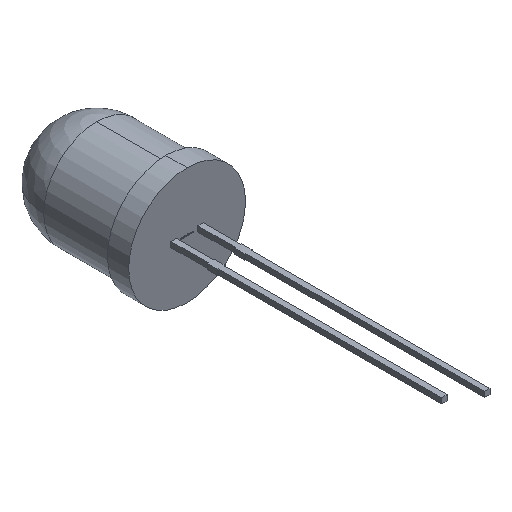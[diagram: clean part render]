
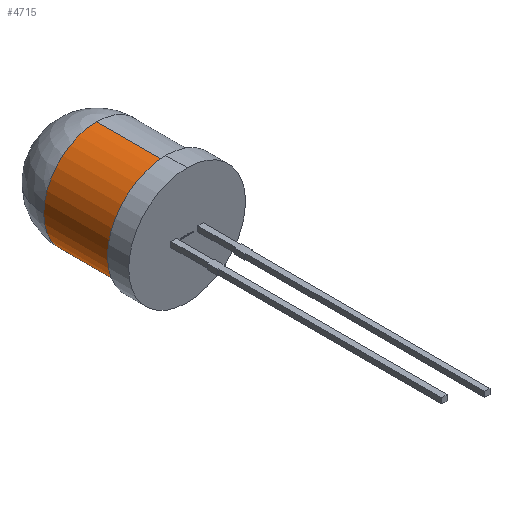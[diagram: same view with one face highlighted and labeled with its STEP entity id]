
A CAD part, isometric view. The second image highlights one B-rep face of the part: STEP entity #4715.
In plain terms, the highlighted cylindrical face has radius 5 mm (diameter 10 mm), a partial arc.
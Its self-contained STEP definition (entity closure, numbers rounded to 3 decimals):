
#63 = CYLINDRICAL_SURFACE ( 'NONE', #80, 5. ) ;
#72 = FACE_OUTER_BOUND ( 'NONE', #10597, .T. ) ;
#80 = AXIS2_PLACEMENT_3D ( 'NONE', #9770, #9771, #9772 ) ;
#93 = AXIS2_PLACEMENT_3D ( 'NONE', #9399, #9586, #9587 ) ;
#759 = CARTESIAN_POINT ( 'NONE',  ( -5., 8.5, 0. ) ) ;
#762 = CARTESIAN_POINT ( 'NONE',  ( 0., 8.5, -5. ) ) ;
#763 = CARTESIAN_POINT ( 'NONE',  ( 0., 2., -5. ) ) ;
#764 = CARTESIAN_POINT ( 'NONE',  ( 0., 8.5, 5. ) ) ;
#773 = CARTESIAN_POINT ( 'NONE',  ( 0., 2., 5. ) ) ;
#3030 = EDGE_CURVE ( 'NONE', #8154, #8157, #4726, .T. ) ;
#3034 = EDGE_CURVE ( 'NONE', #8157, #8158, #9307, .T. ) ;
#3036 = EDGE_CURVE ( 'NONE', #8159, #8168, #9313, .T. ) ;
#3064 = EDGE_CURVE ( 'NONE', #8159, #8154, #4732, .T. ) ;
#3127 = EDGE_CURVE ( 'NONE', #8168, #8158, #4733, .T. ) ;
#4715 = ADVANCED_FACE ( 'NONE', ( #72 ), #63, .T. ) ;
#4726 = CIRCLE ( 'NONE', #6901, 5. ) ;
#4732 = CIRCLE ( 'NONE', #6671, 5. ) ;
#4733 = CIRCLE ( 'NONE', #93, 5. ) ;
#6671 = AXIS2_PLACEMENT_3D ( 'NONE', #9318, #9397, #9398 ) ;
#6866 = VECTOR ( 'NONE', #9315, 1000. ) ;
#6872 = VECTOR ( 'NONE', #9309, 1000. ) ;
#6901 = AXIS2_PLACEMENT_3D ( 'NONE', #9291, #9295, #9296 ) ;
#8154 = VERTEX_POINT ( 'NONE', #759 ) ;
#8157 = VERTEX_POINT ( 'NONE', #762 ) ;
#8158 = VERTEX_POINT ( 'NONE', #763 ) ;
#8159 = VERTEX_POINT ( 'NONE', #764 ) ;
#8168 = VERTEX_POINT ( 'NONE', #773 ) ;
#8704 = ORIENTED_EDGE ( 'NONE', *, *, #3127, .F. ) ;
#8706 = ORIENTED_EDGE ( 'NONE', *, *, #3036, .F. ) ;
#8708 = ORIENTED_EDGE ( 'NONE', *, *, #3034, .T. ) ;
#8715 = ORIENTED_EDGE ( 'NONE', *, *, #3030, .T. ) ;
#8827 = ORIENTED_EDGE ( 'NONE', *, *, #3064, .T. ) ;
#9291 = CARTESIAN_POINT ( 'NONE',  ( 0., 8.5, 0. ) ) ;
#9295 = DIRECTION ( 'NONE',  ( 0., -1., 0. ) ) ;
#9296 = DIRECTION ( 'NONE',  ( 0., 0., -1. ) ) ;
#9307 = LINE ( 'NONE', #9308, #6872 ) ;
#9308 = CARTESIAN_POINT ( 'NONE',  ( 0., 2., -5. ) ) ;
#9309 = DIRECTION ( 'NONE',  ( 0., -1., 0. ) ) ;
#9313 = LINE ( 'NONE', #9314, #6866 ) ;
#9314 = CARTESIAN_POINT ( 'NONE',  ( 0., 2., 5. ) ) ;
#9315 = DIRECTION ( 'NONE',  ( 0., -1., 0. ) ) ;
#9318 = CARTESIAN_POINT ( 'NONE',  ( 0., 8.5, 0. ) ) ;
#9397 = DIRECTION ( 'NONE',  ( 0., -1., 0. ) ) ;
#9398 = DIRECTION ( 'NONE',  ( 0., 0., -1. ) ) ;
#9399 = CARTESIAN_POINT ( 'NONE',  ( 0., 2., 0. ) ) ;
#9586 = DIRECTION ( 'NONE',  ( 0., -1., 0. ) ) ;
#9587 = DIRECTION ( 'NONE',  ( 0., 0., -1. ) ) ;
#9770 = CARTESIAN_POINT ( 'NONE',  ( 0., 2., 0. ) ) ;
#9771 = DIRECTION ( 'NONE',  ( 0., -1., 0. ) ) ;
#9772 = DIRECTION ( 'NONE',  ( 0., 0., -1. ) ) ;
#10597 = EDGE_LOOP ( 'NONE', ( #8706, #8827, #8715, #8708, #8704 ) ) ;
